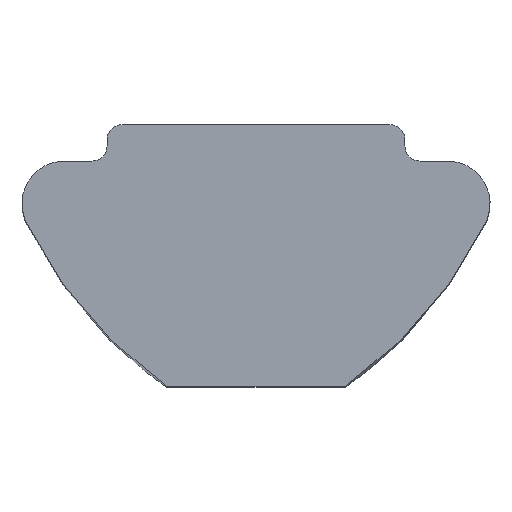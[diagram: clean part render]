
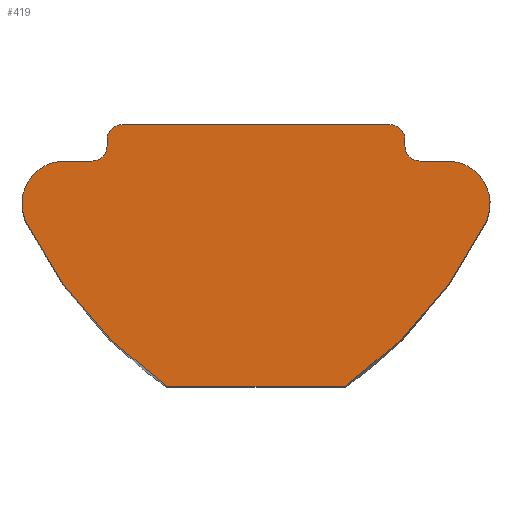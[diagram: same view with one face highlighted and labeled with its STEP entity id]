
A CAD part, top view. The second image highlights one B-rep face of the part: STEP entity #419.
In plain terms, the highlighted planar face has unit normal (0, 0, 1).
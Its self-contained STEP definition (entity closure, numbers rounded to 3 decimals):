
#42=FACE_OUTER_BOUND('',#65,.T.);
#65=EDGE_LOOP('',(#280,#281,#282,#283,#284,#285,#286,#287,#288,#289,#290,
#291,#292,#293));
#89=CIRCLE('',#457,0.7);
#90=CIRCLE('',#458,7.);
#91=CIRCLE('',#459,7.);
#92=CIRCLE('',#460,0.7);
#93=CIRCLE('',#461,0.25);
#94=CIRCLE('',#462,0.25);
#95=CIRCLE('',#463,0.25);
#96=CIRCLE('',#464,0.25);
#112=LINE('',#624,#142);
#113=LINE('',#630,#143);
#114=LINE('',#636,#144);
#115=LINE('',#640,#145);
#116=LINE('',#644,#146);
#117=LINE('',#648,#147);
#142=VECTOR('',#504,10.);
#143=VECTOR('',#509,10.);
#144=VECTOR('',#514,10.);
#145=VECTOR('',#517,10.);
#146=VECTOR('',#520,10.);
#147=VECTOR('',#523,10.);
#172=VERTEX_POINT('',#622);
#173=VERTEX_POINT('',#623);
#174=VERTEX_POINT('',#625);
#175=VERTEX_POINT('',#627);
#176=VERTEX_POINT('',#629);
#177=VERTEX_POINT('',#631);
#178=VERTEX_POINT('',#633);
#179=VERTEX_POINT('',#635);
#180=VERTEX_POINT('',#637);
#181=VERTEX_POINT('',#639);
#182=VERTEX_POINT('',#641);
#183=VERTEX_POINT('',#643);
#184=VERTEX_POINT('',#645);
#185=VERTEX_POINT('',#647);
#215=EDGE_CURVE('',#172,#173,#112,.T.);
#216=EDGE_CURVE('',#173,#174,#89,.T.);
#217=EDGE_CURVE('',#174,#175,#90,.T.);
#218=EDGE_CURVE('',#175,#176,#113,.T.);
#219=EDGE_CURVE('',#176,#177,#91,.T.);
#220=EDGE_CURVE('',#177,#178,#92,.T.);
#221=EDGE_CURVE('',#178,#179,#114,.T.);
#222=EDGE_CURVE('',#179,#180,#93,.T.);
#223=EDGE_CURVE('',#180,#181,#115,.T.);
#224=EDGE_CURVE('',#181,#182,#94,.T.);
#225=EDGE_CURVE('',#182,#183,#116,.T.);
#226=EDGE_CURVE('',#183,#184,#95,.T.);
#227=EDGE_CURVE('',#184,#185,#117,.T.);
#228=EDGE_CURVE('',#185,#172,#96,.T.);
#280=ORIENTED_EDGE('',*,*,#215,.T.);
#281=ORIENTED_EDGE('',*,*,#216,.T.);
#282=ORIENTED_EDGE('',*,*,#217,.T.);
#283=ORIENTED_EDGE('',*,*,#218,.T.);
#284=ORIENTED_EDGE('',*,*,#219,.T.);
#285=ORIENTED_EDGE('',*,*,#220,.T.);
#286=ORIENTED_EDGE('',*,*,#221,.T.);
#287=ORIENTED_EDGE('',*,*,#222,.T.);
#288=ORIENTED_EDGE('',*,*,#223,.T.);
#289=ORIENTED_EDGE('',*,*,#224,.T.);
#290=ORIENTED_EDGE('',*,*,#225,.T.);
#291=ORIENTED_EDGE('',*,*,#226,.T.);
#292=ORIENTED_EDGE('',*,*,#227,.T.);
#293=ORIENTED_EDGE('',*,*,#228,.T.);
#410=PLANE('',#456);
#419=ADVANCED_FACE('',(#42),#410,.T.);
#456=AXIS2_PLACEMENT_3D('',#621,#502,#503);
#457=AXIS2_PLACEMENT_3D('',#626,#505,#506);
#458=AXIS2_PLACEMENT_3D('',#628,#507,#508);
#459=AXIS2_PLACEMENT_3D('',#632,#510,#511);
#460=AXIS2_PLACEMENT_3D('',#634,#512,#513);
#461=AXIS2_PLACEMENT_3D('',#638,#515,#516);
#462=AXIS2_PLACEMENT_3D('',#642,#518,#519);
#463=AXIS2_PLACEMENT_3D('',#646,#521,#522);
#464=AXIS2_PLACEMENT_3D('',#649,#524,#525);
#502=DIRECTION('center_axis',(0.,0.,1.));
#503=DIRECTION('ref_axis',(1.,0.,0.));
#504=DIRECTION('',(-1.,0.,0.));
#505=DIRECTION('center_axis',(0.,0.,1.));
#506=DIRECTION('ref_axis',(0.,1.,0.));
#507=DIRECTION('center_axis',(0.,0.,1.));
#508=DIRECTION('ref_axis',(-0.9,-0.437,0.));
#509=DIRECTION('',(1.,0.,0.));
#510=DIRECTION('center_axis',(0.,0.,1.));
#511=DIRECTION('ref_axis',(0.502,-0.865,0.));
#512=DIRECTION('center_axis',(0.,0.,1.));
#513=DIRECTION('ref_axis',(0.9,-0.437,0.));
#514=DIRECTION('',(-1.,0.,0.));
#515=DIRECTION('center_axis',(0.,0.,-1.));
#516=DIRECTION('ref_axis',(-1.,0.,0.));
#517=DIRECTION('',(0.,1.,0.));
#518=DIRECTION('center_axis',(0.,0.,1.));
#519=DIRECTION('ref_axis',(1.,0.,0.));
#520=DIRECTION('',(-1.,0.,0.));
#521=DIRECTION('center_axis',(0.,0.,1.));
#522=DIRECTION('ref_axis',(0.,1.,0.));
#523=DIRECTION('',(0.,-1.,0.));
#524=DIRECTION('center_axis',(0.,0.,-1.));
#525=DIRECTION('ref_axis',(0.,-1.,0.));
#621=CARTESIAN_POINT('Origin',(0.,-2.3,0.5));
#622=CARTESIAN_POINT('',(-2.7,-0.6,0.5));
#623=CARTESIAN_POINT('',(-3.15,-0.6,0.5));
#624=CARTESIAN_POINT('',(-2.7,-0.6,0.5));
#625=CARTESIAN_POINT('',(-3.78,-1.606,0.5));
#626=CARTESIAN_POINT('Origin',(-3.15,-1.3,0.5));
#627=CARTESIAN_POINT('',(-1.472,-4.3,0.5));
#628=CARTESIAN_POINT('Origin',(2.517,1.452,0.5));
#629=CARTESIAN_POINT('',(1.472,-4.3,0.5));
#630=CARTESIAN_POINT('',(0.5,-4.3,0.5));
#631=CARTESIAN_POINT('',(3.78,-1.606,0.5));
#632=CARTESIAN_POINT('Origin',(-2.517,1.452,0.5));
#633=CARTESIAN_POINT('',(3.15,-0.6,0.5));
#634=CARTESIAN_POINT('Origin',(3.15,-1.3,0.5));
#635=CARTESIAN_POINT('',(2.7,-0.6,0.5));
#636=CARTESIAN_POINT('',(2.7,-0.6,0.5));
#637=CARTESIAN_POINT('',(2.45,-0.35,0.5));
#638=CARTESIAN_POINT('Origin',(2.7,-0.35,0.5));
#639=CARTESIAN_POINT('',(2.45,-0.25,0.5));
#640=CARTESIAN_POINT('',(2.45,-0.25,0.5));
#641=CARTESIAN_POINT('',(2.2,0.,0.5));
#642=CARTESIAN_POINT('Origin',(2.2,-0.25,0.5));
#643=CARTESIAN_POINT('',(-2.2,0.,0.5));
#644=CARTESIAN_POINT('',(0.,0.,0.5));
#645=CARTESIAN_POINT('',(-2.45,-0.25,0.5));
#646=CARTESIAN_POINT('Origin',(-2.2,-0.25,0.5));
#647=CARTESIAN_POINT('',(-2.45,-0.35,0.5));
#648=CARTESIAN_POINT('',(-2.45,-0.25,0.5));
#649=CARTESIAN_POINT('Origin',(-2.7,-0.35,0.5));
